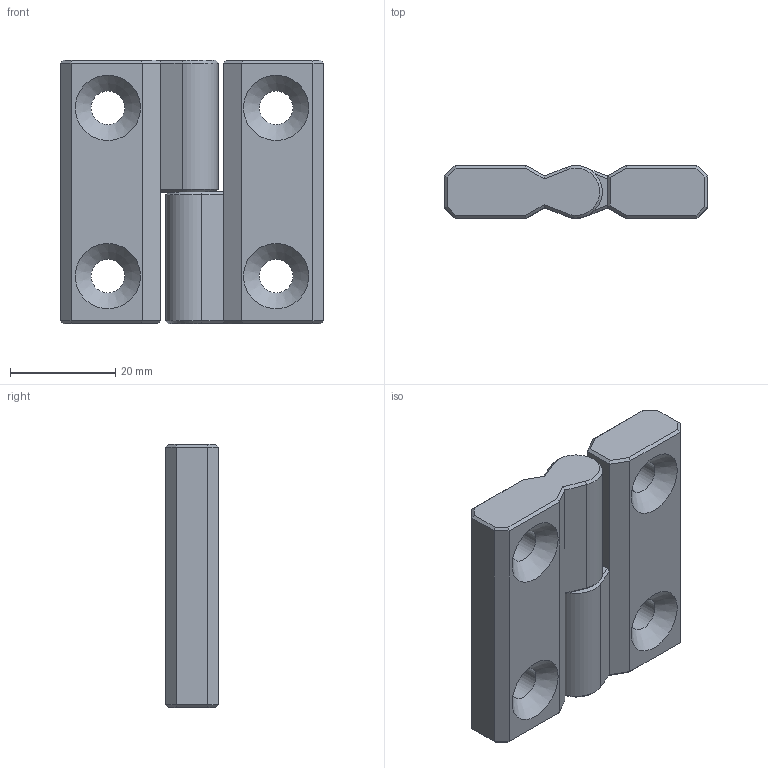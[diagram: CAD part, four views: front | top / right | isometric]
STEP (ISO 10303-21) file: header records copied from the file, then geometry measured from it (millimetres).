
FILE_DESCRIPTION (( 'STEP AP214' ), '1' );
FILE_NAME ('09575050elr.STEP', '2014-11-27T13:00:43', ( 'Admin' ), ( 'Hewlett-Packard Company' ), 'SwSTEP 2.0', 'SolidWorks 2014', '' );
FILE_SCHEMA (( 'AUTOMOTIVE_DESIGN' ));
Length unit declared in the file: millimetre
Products named in the file (3): 09575050elr; 09575050elr_Standard; achse_6-44
Assembly tree (3 placements, depth 2):
  09575050elr
    09575050elr_Standard  x2
    achse_6-44
Bounding box: 50 x 10 x 50 mm (x, y, z)
Volume: 20017.1 mm3; surface area: 9472 mm2
Topology: 3 solids, 3 shells, 91 faces, 203 edges, 120 vertices
Faces by surface type: plane 68, cone 14, cylinder 9
Full cylindrical faces by diameter (mm): 6 x3, 6.4 x4
Entity records: 1337 total; most frequent: DIRECTION 217, CARTESIAN_POINT 203, ORIENTED_EDGE 182, EDGE_CURVE 91, LINE 73, VECTOR 73, AXIS2_PLACEMENT_3D 72, EDGE_LOOP 63
